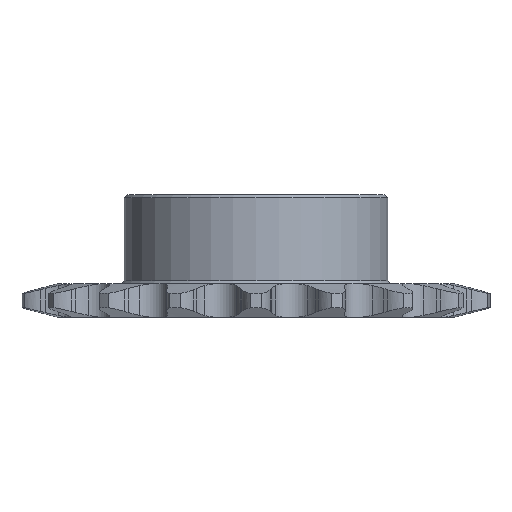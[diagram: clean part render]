
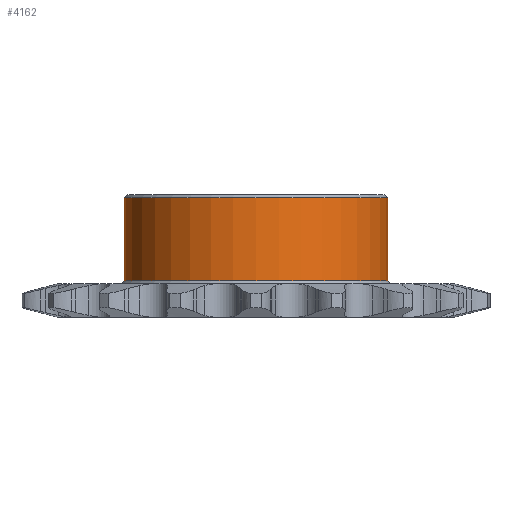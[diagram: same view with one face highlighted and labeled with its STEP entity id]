
A CAD part, front view. The second image highlights one B-rep face of the part: STEP entity #4162.
In plain terms, the highlighted cylindrical face has radius 11.087 mm (diameter 22.174 mm), a partial arc.
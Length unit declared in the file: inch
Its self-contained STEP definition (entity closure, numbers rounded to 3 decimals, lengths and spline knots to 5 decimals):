
#144 = CARTESIAN_POINT ( 'NONE',  ( 0.4365, 0., 0.34 ) ) ;
#207 = ORIENTED_EDGE ( 'NONE', *, *, #7946, .T. ) ;
#282 = DIRECTION ( 'NONE',  ( -1., 0., 0. ) ) ;
#521 = EDGE_LOOP ( 'NONE', ( #1882, #207, #1845, #1041 ) ) ;
#659 = VERTEX_POINT ( 'NONE', #4468 ) ;
#1041 = ORIENTED_EDGE ( 'NONE', *, *, #6993, .T. ) ;
#1077 = DIRECTION ( 'NONE',  ( 0., 0., -1. ) ) ;
#1214 = LINE ( 'NONE', #6540, #5914 ) ;
#1512 = CARTESIAN_POINT ( 'NONE',  ( 0.4365, 0., 0.35 ) ) ;
#1718 = VERTEX_POINT ( 'NONE', #7970 ) ;
#1845 = ORIENTED_EDGE ( 'NONE', *, *, #7647, .T. ) ;
#1882 = ORIENTED_EDGE ( 'NONE', *, *, #7747, .F. ) ;
#2081 = DIRECTION ( 'NONE',  ( 0., 0., -1. ) ) ;
#2310 = CARTESIAN_POINT ( 'NONE',  ( -0.4365, 0., 0.065 ) ) ;
#2316 = LINE ( 'NONE', #1512, #5721 ) ;
#2948 = CIRCLE ( 'NONE', #8249, 0.4365 ) ;
#3079 = CARTESIAN_POINT ( 'NONE',  ( 0., 0., 0.34 ) ) ;
#3695 = CARTESIAN_POINT ( 'NONE',  ( 0., 0., 0.065 ) ) ;
#3724 = DIRECTION ( 'NONE',  ( -1., 0., 0. ) ) ;
#4162 = ADVANCED_FACE ( 'NONE', ( #7246 ), #4710, .T. ) ;
#4308 = DIRECTION ( 'NONE',  ( 1., 0., 0. ) ) ;
#4468 = CARTESIAN_POINT ( 'NONE',  ( 0.4365, 0., 0.065 ) ) ;
#4680 = VERTEX_POINT ( 'NONE', #144 ) ;
#4710 = CYLINDRICAL_SURFACE ( 'NONE', #6350, 0.4365 ) ;
#4739 = DIRECTION ( 'NONE',  ( 0., 0., -1. ) ) ;
#5020 = AXIS2_PLACEMENT_3D ( 'NONE', #3695, #8141, #4308 ) ;
#5555 = CARTESIAN_POINT ( 'NONE',  ( 0., 0., 0.35 ) ) ;
#5721 = VECTOR ( 'NONE', #4739, 39.37008 ) ;
#5914 = VECTOR ( 'NONE', #2081, 39.37008 ) ;
#6184 = VERTEX_POINT ( 'NONE', #2310 ) ;
#6350 = AXIS2_PLACEMENT_3D ( 'NONE', #5555, #1077, #282 ) ;
#6540 = CARTESIAN_POINT ( 'NONE',  ( -0.4365, 0., 0.35 ) ) ;
#6993 = EDGE_CURVE ( 'NONE', #6184, #659, #7023, .T. ) ;
#7023 = CIRCLE ( 'NONE', #5020, 0.4365 ) ;
#7246 = FACE_OUTER_BOUND ( 'NONE', #521, .T. ) ;
#7518 = DIRECTION ( 'NONE',  ( 0., 0., -1. ) ) ;
#7647 = EDGE_CURVE ( 'NONE', #1718, #6184, #1214, .T. ) ;
#7747 = EDGE_CURVE ( 'NONE', #4680, #659, #2316, .T. ) ;
#7946 = EDGE_CURVE ( 'NONE', #4680, #1718, #2948, .T. ) ;
#7970 = CARTESIAN_POINT ( 'NONE',  ( -0.4365, 0., 0.34 ) ) ;
#8141 = DIRECTION ( 'NONE',  ( 0., 0., 1. ) ) ;
#8249 = AXIS2_PLACEMENT_3D ( 'NONE', #3079, #7518, #3724 ) ;
